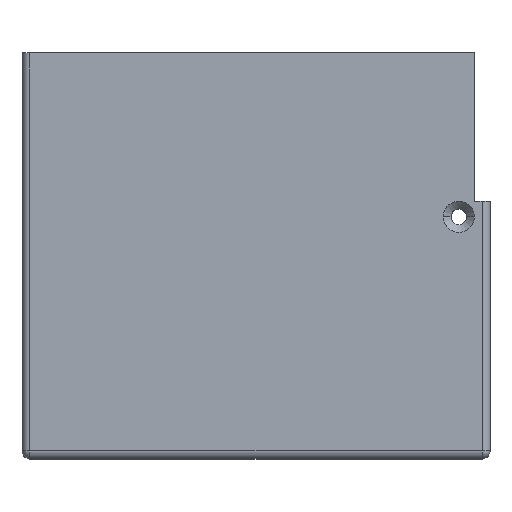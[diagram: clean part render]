
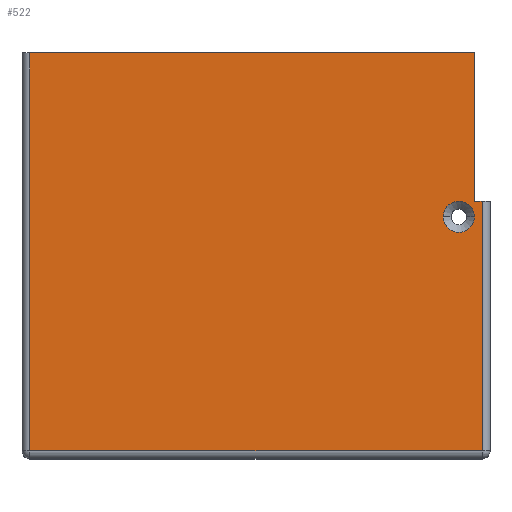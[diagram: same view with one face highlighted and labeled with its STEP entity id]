
A CAD part, top view. The second image highlights one B-rep face of the part: STEP entity #522.
In plain terms, the highlighted planar face has unit normal (0, 0, 1).
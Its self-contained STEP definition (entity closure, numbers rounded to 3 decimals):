
#522 = ADVANCED_FACE ( 'NONE', ( #6585, #11649 ), #10465, .F. ) ;
#688 = CARTESIAN_POINT ( 'NONE',  ( -29., 2., 17.5 ) ) ;
#815 = CARTESIAN_POINT ( 'NONE',  ( 28., 33., 17.5 ) ) ;
#870 = LINE ( 'NONE', #8634, #8411 ) ;
#997 = CARTESIAN_POINT ( 'NONE',  ( -29., 1., 17.5 ) ) ;
#1084 = VECTOR ( 'NONE', #12149, 1000. ) ;
#1311 = ORIENTED_EDGE ( 'NONE', *, *, #8257, .T. ) ;
#1498 = EDGE_LOOP ( 'NONE', ( #1311, #4373 ) ) ;
#1555 = DIRECTION ( 'NONE',  ( -1., 0., 0. ) ) ;
#1673 = DIRECTION ( 'NONE',  ( -1., 0., 0. ) ) ;
#1793 = CARTESIAN_POINT ( 'NONE',  ( -30., 2., 17.5 ) ) ;
#1855 = LINE ( 'NONE', #10652, #3954 ) ;
#2014 = EDGE_CURVE ( 'NONE', #8931, #9052, #3534, .T. ) ;
#2409 = ORIENTED_EDGE ( 'NONE', *, *, #3161, .T. ) ;
#2417 = EDGE_CURVE ( 'NONE', #4718, #10028, #10064, .T. ) ;
#3161 = EDGE_CURVE ( 'NONE', #10028, #3871, #10599, .T. ) ;
#3203 = VERTEX_POINT ( 'NONE', #7615 ) ;
#3341 = DIRECTION ( 'NONE',  ( 0., 0., -1. ) ) ;
#3534 = LINE ( 'NONE', #815, #1084 ) ;
#3543 = DIRECTION ( 'NONE',  ( 0., -1., 0. ) ) ;
#3871 = VERTEX_POINT ( 'NONE', #6691 ) ;
#3954 = VECTOR ( 'NONE', #10589, 1000. ) ;
#4028 = DIRECTION ( 'NONE',  ( 0., -1., 0. ) ) ;
#4146 = EDGE_CURVE ( 'NONE', #9341, #7125, #4497, .T. ) ;
#4373 = ORIENTED_EDGE ( 'NONE', *, *, #4146, .T. ) ;
#4497 = CIRCLE ( 'NONE', #11561, 2. ) ;
#4718 = VERTEX_POINT ( 'NONE', #5019 ) ;
#5019 = CARTESIAN_POINT ( 'NONE',  ( -29., 52., 17.5 ) ) ;
#5202 = VECTOR ( 'NONE', #11729, 1000. ) ;
#5654 = DIRECTION ( 'NONE',  ( -1., 0., 0. ) ) ;
#5669 = DIRECTION ( 'NONE',  ( 0., 0., -1. ) ) ;
#5703 = ORIENTED_EDGE ( 'NONE', *, *, #2417, .T. ) ;
#5990 = LINE ( 'NONE', #6170, #12059 ) ;
#6170 = CARTESIAN_POINT ( 'NONE',  ( 28., 33., 17.5 ) ) ;
#6585 = FACE_OUTER_BOUND ( 'NONE', #12062, .T. ) ;
#6691 = CARTESIAN_POINT ( 'NONE',  ( 29., 1., 17.5 ) ) ;
#6703 = DIRECTION ( 'NONE',  ( 0., 0., -1. ) ) ;
#7125 = VERTEX_POINT ( 'NONE', #10496 ) ;
#7615 = CARTESIAN_POINT ( 'NONE',  ( 28., 52., 17.5 ) ) ;
#7934 = AXIS2_PLACEMENT_3D ( 'NONE', #1793, #6703, #5654 ) ;
#8257 = EDGE_CURVE ( 'NONE', #7125, #9341, #12054, .T. ) ;
#8285 = CARTESIAN_POINT ( 'NONE',  ( 24., 31., 17.5 ) ) ;
#8411 = VECTOR ( 'NONE', #9534, 1000. ) ;
#8634 = CARTESIAN_POINT ( 'NONE',  ( 29., 2., 17.5 ) ) ;
#8931 = VERTEX_POINT ( 'NONE', #12185 ) ;
#9052 = VERTEX_POINT ( 'NONE', #10347 ) ;
#9341 = VERTEX_POINT ( 'NONE', #8285 ) ;
#9534 = DIRECTION ( 'NONE',  ( 0., 1., 0. ) ) ;
#10028 = VERTEX_POINT ( 'NONE', #997 ) ;
#10064 = LINE ( 'NONE', #688, #11851 ) ;
#10126 = EDGE_CURVE ( 'NONE', #3871, #9052, #870, .T. ) ;
#10149 = ORIENTED_EDGE ( 'NONE', *, *, #10126, .T. ) ;
#10346 = CARTESIAN_POINT ( 'NONE',  ( 26., 31., 17.5 ) ) ;
#10347 = CARTESIAN_POINT ( 'NONE',  ( 29., 33., 17.5 ) ) ;
#10436 = AXIS2_PLACEMENT_3D ( 'NONE', #11055, #3341, #1555 ) ;
#10465 = PLANE ( 'NONE',  #7934 ) ;
#10496 = CARTESIAN_POINT ( 'NONE',  ( 28., 31., 17.5 ) ) ;
#10514 = EDGE_CURVE ( 'NONE', #4718, #3203, #1855, .T. ) ;
#10589 = DIRECTION ( 'NONE',  ( 1., 0., 0. ) ) ;
#10599 = LINE ( 'NONE', #11596, #5202 ) ;
#10652 = CARTESIAN_POINT ( 'NONE',  ( -30., 52., 17.5 ) ) ;
#10970 = ORIENTED_EDGE ( 'NONE', *, *, #2014, .F. ) ;
#11055 = CARTESIAN_POINT ( 'NONE',  ( 26., 31., 17.5 ) ) ;
#11266 = ORIENTED_EDGE ( 'NONE', *, *, #10514, .F. ) ;
#11278 = EDGE_CURVE ( 'NONE', #3203, #8931, #5990, .T. ) ;
#11561 = AXIS2_PLACEMENT_3D ( 'NONE', #10346, #5669, #1673 ) ;
#11596 = CARTESIAN_POINT ( 'NONE',  ( 30., 1., 17.5 ) ) ;
#11649 = FACE_BOUND ( 'NONE', #1498, .T. ) ;
#11729 = DIRECTION ( 'NONE',  ( 1., 0., 0. ) ) ;
#11851 = VECTOR ( 'NONE', #3543, 1000. ) ;
#11929 = ORIENTED_EDGE ( 'NONE', *, *, #11278, .F. ) ;
#12054 = CIRCLE ( 'NONE', #10436, 2. ) ;
#12059 = VECTOR ( 'NONE', #4028, 1000. ) ;
#12062 = EDGE_LOOP ( 'NONE', ( #11266, #5703, #2409, #10149, #10970, #11929 ) ) ;
#12149 = DIRECTION ( 'NONE',  ( 1., 0., 0. ) ) ;
#12185 = CARTESIAN_POINT ( 'NONE',  ( 28., 33., 17.5 ) ) ;
